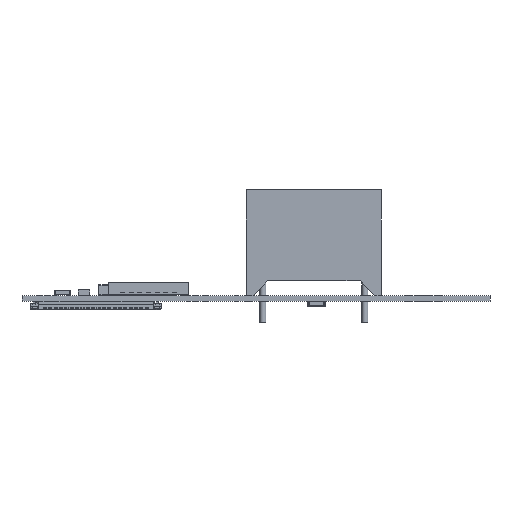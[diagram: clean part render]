
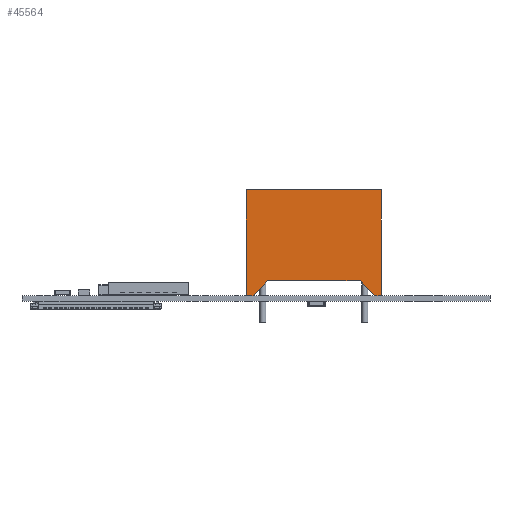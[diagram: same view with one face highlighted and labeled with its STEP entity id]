
A CAD part, front view. The second image highlights one B-rep face of the part: STEP entity #45564.
In plain terms, the highlighted face is planar.
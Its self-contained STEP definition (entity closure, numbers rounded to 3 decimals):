
#44382 = VERTEX_POINT('',#44383);
#44383 = CARTESIAN_POINT('',(25.4,0.,0.));
#44389 = EDGE_CURVE('',#44390,#44382,#44392,.T.);
#44390 = VERTEX_POINT('',#44391);
#44391 = CARTESIAN_POINT('',(25.4,7.91,0.));
#44392 = LINE('',#44393,#44394);
#44393 = CARTESIAN_POINT('',(25.4,7.9,0.));
#44394 = VECTOR('',#44395,1.);
#44395 = DIRECTION('',(0.,-1.,0.));
#45303 = VERTEX_POINT('',#45304);
#45304 = CARTESIAN_POINT('',(25.4,1.1,-1.6));
#45310 = EDGE_CURVE('',#45303,#45311,#45313,.T.);
#45311 = VERTEX_POINT('',#45312);
#45312 = CARTESIAN_POINT('',(25.4,0.,-0.5));
#45313 = LINE('',#45314,#45315);
#45314 = CARTESIAN_POINT('',(25.4,0.,-0.5));
#45315 = VECTOR('',#45316,1.);
#45316 = DIRECTION('',(0.,-0.707,0.707));
#45379 = VERTEX_POINT('',#45380);
#45380 = CARTESIAN_POINT('',(25.4,0.,-9.6));
#45386 = EDGE_CURVE('',#45379,#45387,#45389,.T.);
#45387 = VERTEX_POINT('',#45388);
#45388 = CARTESIAN_POINT('',(25.4,1.1,-8.5));
#45389 = LINE('',#45390,#45391);
#45390 = CARTESIAN_POINT('',(25.4,0.,-9.6));
#45391 = VECTOR('',#45392,1.);
#45392 = DIRECTION('',(0.,0.707,0.707));
#45437 = EDGE_CURVE('',#45387,#45303,#45438,.T.);
#45438 = LINE('',#45439,#45440);
#45439 = CARTESIAN_POINT('',(25.4,1.1,-1.6));
#45440 = VECTOR('',#45441,1.);
#45441 = DIRECTION('',(0.,0.,1.));
#45453 = EDGE_CURVE('',#44382,#45311,#45454,.T.);
#45454 = LINE('',#45455,#45456);
#45455 = CARTESIAN_POINT('',(25.4,0.,0.));
#45456 = VECTOR('',#45457,1.);
#45457 = DIRECTION('',(0.,0.,-1.));
#45497 = VERTEX_POINT('',#45498);
#45498 = CARTESIAN_POINT('',(25.4,0.,-10.1));
#45504 = EDGE_CURVE('',#45379,#45497,#45505,.T.);
#45505 = LINE('',#45506,#45507);
#45506 = CARTESIAN_POINT('',(25.4,0.,0.));
#45507 = VECTOR('',#45508,1.);
#45508 = DIRECTION('',(0.,0.,-1.));
#45564 = ADVANCED_FACE('',(#45565),#45587,.F.);
#45565 = FACE_BOUND('',#45566,.T.);
#45566 = EDGE_LOOP('',(#45567,#45568,#45569,#45570,#45571,#45572,#45580,
    #45586));
#45567 = ORIENTED_EDGE('',*,*,#45453,.T.);
#45568 = ORIENTED_EDGE('',*,*,#45310,.F.);
#45569 = ORIENTED_EDGE('',*,*,#45437,.F.);
#45570 = ORIENTED_EDGE('',*,*,#45386,.F.);
#45571 = ORIENTED_EDGE('',*,*,#45504,.T.);
#45572 = ORIENTED_EDGE('',*,*,#45573,.F.);
#45573 = EDGE_CURVE('',#45574,#45497,#45576,.T.);
#45574 = VERTEX_POINT('',#45575);
#45575 = CARTESIAN_POINT('',(25.4,7.91,-10.1));
#45576 = LINE('',#45577,#45578);
#45577 = CARTESIAN_POINT('',(25.4,7.9,-10.1));
#45578 = VECTOR('',#45579,1.);
#45579 = DIRECTION('',(0.,-1.,0.));
#45580 = ORIENTED_EDGE('',*,*,#45581,.F.);
#45581 = EDGE_CURVE('',#44390,#45574,#45582,.T.);
#45582 = LINE('',#45583,#45584);
#45583 = CARTESIAN_POINT('',(25.4,7.91,-10.1));
#45584 = VECTOR('',#45585,1.);
#45585 = DIRECTION('',(0.,0.,-1.));
#45586 = ORIENTED_EDGE('',*,*,#44389,.T.);
#45587 = PLANE('',#45588);
#45588 = AXIS2_PLACEMENT_3D('',#45589,#45590,#45591);
#45589 = CARTESIAN_POINT('',(25.4,7.9,0.));
#45590 = DIRECTION('',(-1.,0.,0.));
#45591 = DIRECTION('',(0.,0.,1.));
